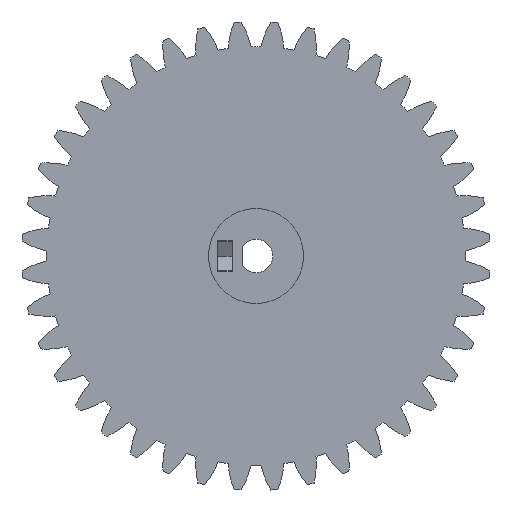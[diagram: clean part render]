
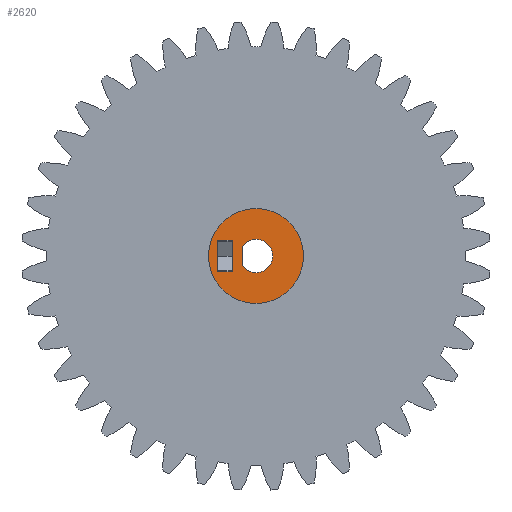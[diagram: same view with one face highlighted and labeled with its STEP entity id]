
A CAD part, left-side view. The second image highlights one B-rep face of the part: STEP entity #2620.
In plain terms, the highlighted planar face has unit normal (-1, 0, 0).
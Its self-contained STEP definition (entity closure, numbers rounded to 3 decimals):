
#35 = ORIENTED_EDGE ( 'NONE', *, *, #3933, .T. ) ;
#231 = LINE ( 'NONE', #3915, #3896 ) ;
#434 = VERTEX_POINT ( 'NONE', #4850 ) ;
#473 = CARTESIAN_POINT ( 'NONE',  ( -8., 0., 0. ) ) ;
#500 = DIRECTION ( 'NONE',  ( 0., 0., 1. ) ) ;
#618 = ORIENTED_EDGE ( 'NONE', *, *, #1697, .F. ) ;
#622 = DIRECTION ( 'NONE',  ( 0., 1., 0. ) ) ;
#721 = ORIENTED_EDGE ( 'NONE', *, *, #5193, .T. ) ;
#823 = EDGE_CURVE ( 'NONE', #4140, #4011, #1096, .T. ) ;
#1030 = AXIS2_PLACEMENT_3D ( 'NONE', #1085, #4187, #500 ) ;
#1085 = CARTESIAN_POINT ( 'NONE',  ( -8., 0., 0. ) ) ;
#1086 = CIRCLE ( 'NONE', #1966, 8.5 ) ;
#1096 = LINE ( 'NONE', #5819, #2513 ) ;
#1140 = EDGE_CURVE ( 'NONE', #434, #5086, #1086, .T. ) ;
#1224 = DIRECTION ( 'NONE',  ( -1., 0., 0. ) ) ;
#1226 = VERTEX_POINT ( 'NONE', #5053 ) ;
#1278 = VERTEX_POINT ( 'NONE', #3127 ) ;
#1288 = DIRECTION ( 'NONE',  ( -1., 0., 0. ) ) ;
#1292 = CARTESIAN_POINT ( 'NONE',  ( -8., 0., 0. ) ) ;
#1294 = LINE ( 'NONE', #1819, #1488 ) ;
#1331 = VERTEX_POINT ( 'NONE', #1470 ) ;
#1389 = LINE ( 'NONE', #6647, #1706 ) ;
#1390 = EDGE_CURVE ( 'NONE', #1331, #4856, #3601, .T. ) ;
#1453 = AXIS2_PLACEMENT_3D ( 'NONE', #3263, #1224, #4909 ) ;
#1469 = EDGE_LOOP ( 'NONE', ( #35, #4786 ) ) ;
#1470 = CARTESIAN_POINT ( 'NONE',  ( -8., 0., 3. ) ) ;
#1488 = VECTOR ( 'NONE', #4823, 1000. ) ;
#1582 = CIRCLE ( 'NONE', #1695, 3. ) ;
#1588 = CARTESIAN_POINT ( 'NONE',  ( -8., 0., -8.5 ) ) ;
#1695 = AXIS2_PLACEMENT_3D ( 'NONE', #1778, #1288, #6486 ) ;
#1697 = EDGE_CURVE ( 'NONE', #4140, #6355, #3277, .T. ) ;
#1706 = VECTOR ( 'NONE', #4034, 1000. ) ;
#1778 = CARTESIAN_POINT ( 'NONE',  ( -8., 0., 0. ) ) ;
#1815 = FACE_BOUND ( 'NONE', #6245, .T. ) ;
#1819 = CARTESIAN_POINT ( 'NONE',  ( -8., 4.376, -2.825 ) ) ;
#1966 = AXIS2_PLACEMENT_3D ( 'NONE', #6087, #4470, #6526 ) ;
#2163 = DIRECTION ( 'NONE',  ( 0., 0., -1. ) ) ;
#2351 = VERTEX_POINT ( 'NONE', #2962 ) ;
#2386 = ORIENTED_EDGE ( 'NONE', *, *, #6163, .F. ) ;
#2513 = VECTOR ( 'NONE', #2163, 1000. ) ;
#2534 = CARTESIAN_POINT ( 'NONE',  ( -8., 4.25, -2.825 ) ) ;
#2620 = ADVANCED_FACE ( 'NONE', ( #5387, #1815, #6513 ), #6043, .T. ) ;
#2833 = ORIENTED_EDGE ( 'NONE', *, *, #1390, .F. ) ;
#2883 = DIRECTION ( 'NONE',  ( 0., 0., 1. ) ) ;
#2962 = CARTESIAN_POINT ( 'NONE',  ( -8., 6.9, -2.825 ) ) ;
#3127 = CARTESIAN_POINT ( 'NONE',  ( -8., 0., -3. ) ) ;
#3263 = CARTESIAN_POINT ( 'NONE',  ( -8., 0., 0. ) ) ;
#3277 = LINE ( 'NONE', #5859, #5365 ) ;
#3601 = CIRCLE ( 'NONE', #5360, 3. ) ;
#3691 = ORIENTED_EDGE ( 'NONE', *, *, #6277, .T. ) ;
#3879 = DIRECTION ( 'NONE',  ( -1., 0., 0. ) ) ;
#3895 = CIRCLE ( 'NONE', #1030, 3. ) ;
#3896 = VECTOR ( 'NONE', #4291, 1000. ) ;
#3915 = CARTESIAN_POINT ( 'NONE',  ( -8., 2.45, -19.297 ) ) ;
#3933 = EDGE_CURVE ( 'NONE', #5086, #434, #4110, .T. ) ;
#3976 = CARTESIAN_POINT ( 'NONE',  ( -8., 4.25, 2.825 ) ) ;
#4011 = VERTEX_POINT ( 'NONE', #2534 ) ;
#4034 = DIRECTION ( 'NONE',  ( 0., 0., -1. ) ) ;
#4064 = EDGE_LOOP ( 'NONE', ( #4305, #721, #5240, #618 ) ) ;
#4110 = CIRCLE ( 'NONE', #5866, 8.5 ) ;
#4140 = VERTEX_POINT ( 'NONE', #3976 ) ;
#4142 = EDGE_CURVE ( 'NONE', #1226, #1278, #3895, .T. ) ;
#4187 = DIRECTION ( 'NONE',  ( -1., 0., 0. ) ) ;
#4291 = DIRECTION ( 'NONE',  ( 0., 0., 1. ) ) ;
#4305 = ORIENTED_EDGE ( 'NONE', *, *, #823, .T. ) ;
#4412 = CARTESIAN_POINT ( 'NONE',  ( -8., 2.45, 1.731 ) ) ;
#4470 = DIRECTION ( 'NONE',  ( -1., 0., 0. ) ) ;
#4677 = DIRECTION ( 'NONE',  ( -1., 0., 0. ) ) ;
#4786 = ORIENTED_EDGE ( 'NONE', *, *, #1140, .T. ) ;
#4823 = DIRECTION ( 'NONE',  ( 0., 1., 0. ) ) ;
#4850 = CARTESIAN_POINT ( 'NONE',  ( -8., 0., 8.5 ) ) ;
#4856 = VERTEX_POINT ( 'NONE', #4412 ) ;
#4909 = DIRECTION ( 'NONE',  ( 0., 0., 1. ) ) ;
#4919 = ORIENTED_EDGE ( 'NONE', *, *, #4142, .F. ) ;
#5053 = CARTESIAN_POINT ( 'NONE',  ( -8., 2.45, -1.731 ) ) ;
#5070 = CARTESIAN_POINT ( 'NONE',  ( -8., 6.9, 2.825 ) ) ;
#5086 = VERTEX_POINT ( 'NONE', #1588 ) ;
#5193 = EDGE_CURVE ( 'NONE', #4011, #2351, #1294, .T. ) ;
#5240 = ORIENTED_EDGE ( 'NONE', *, *, #5786, .F. ) ;
#5360 = AXIS2_PLACEMENT_3D ( 'NONE', #473, #4677, #6764 ) ;
#5365 = VECTOR ( 'NONE', #622, 1000. ) ;
#5387 = FACE_OUTER_BOUND ( 'NONE', #1469, .T. ) ;
#5786 = EDGE_CURVE ( 'NONE', #6355, #2351, #1389, .T. ) ;
#5819 = CARTESIAN_POINT ( 'NONE',  ( -8., 4.25, -19.297 ) ) ;
#5859 = CARTESIAN_POINT ( 'NONE',  ( -8., 4.376, 2.825 ) ) ;
#5866 = AXIS2_PLACEMENT_3D ( 'NONE', #1292, #3879, #2883 ) ;
#6043 = PLANE ( 'NONE',  #1453 ) ;
#6087 = CARTESIAN_POINT ( 'NONE',  ( -8., 0., 0. ) ) ;
#6163 = EDGE_CURVE ( 'NONE', #1278, #1331, #1582, .T. ) ;
#6245 = EDGE_LOOP ( 'NONE', ( #4919, #3691, #2833, #2386 ) ) ;
#6277 = EDGE_CURVE ( 'NONE', #1226, #4856, #231, .T. ) ;
#6355 = VERTEX_POINT ( 'NONE', #5070 ) ;
#6486 = DIRECTION ( 'NONE',  ( 0., 0., 1. ) ) ;
#6513 = FACE_BOUND ( 'NONE', #4064, .T. ) ;
#6526 = DIRECTION ( 'NONE',  ( 0., 0., 1. ) ) ;
#6647 = CARTESIAN_POINT ( 'NONE',  ( -8., 6.9, -19.297 ) ) ;
#6764 = DIRECTION ( 'NONE',  ( 0., 0., 1. ) ) ;
